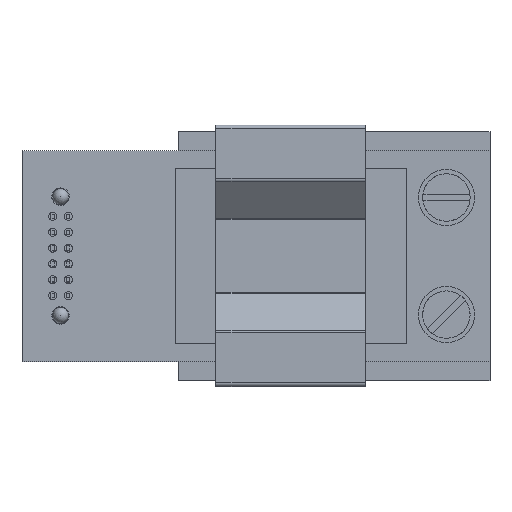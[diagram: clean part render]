
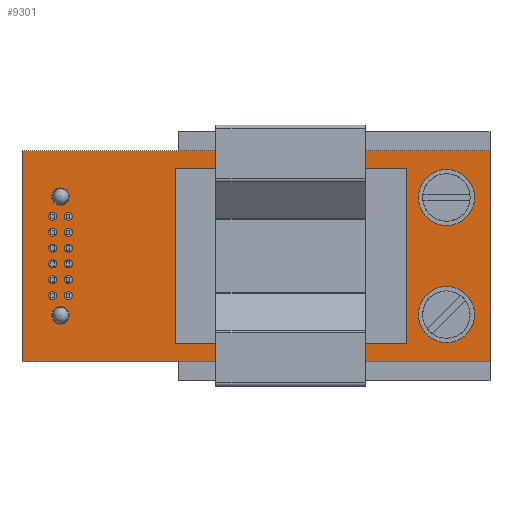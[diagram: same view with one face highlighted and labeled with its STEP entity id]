
A CAD part, top view. The second image highlights one B-rep face of the part: STEP entity #9301.
In plain terms, the highlighted planar face has unit normal (0, 0, 1).
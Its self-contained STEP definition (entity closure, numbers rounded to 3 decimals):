
#181=FACE_BOUND($,#1228,.T.);
#182=FACE_BOUND($,#1229,.T.);
#183=FACE_BOUND($,#1230,.T.);
#184=FACE_BOUND($,#1231,.T.);
#185=FACE_BOUND($,#1232,.T.);
#186=FACE_BOUND($,#1233,.T.);
#187=FACE_BOUND($,#1234,.T.);
#188=FACE_BOUND($,#1235,.T.);
#189=FACE_BOUND($,#1236,.T.);
#190=FACE_BOUND($,#1237,.T.);
#191=FACE_BOUND($,#1238,.T.);
#192=FACE_BOUND($,#1239,.T.);
#193=FACE_BOUND($,#1240,.T.);
#194=FACE_BOUND($,#1241,.T.);
#195=FACE_BOUND($,#1242,.T.);
#196=FACE_BOUND($,#1243,.T.);
#360=CIRCLE($,#9942,0.7);
#379=CIRCLE($,#9963,0.325);
#380=CIRCLE($,#9965,0.325);
#381=CIRCLE($,#9967,0.325);
#382=CIRCLE($,#9969,0.325);
#383=CIRCLE($,#9971,0.325);
#384=CIRCLE($,#9973,0.325);
#385=CIRCLE($,#9975,0.7);
#386=CIRCLE($,#9977,0.325);
#387=CIRCLE($,#9979,0.325);
#388=CIRCLE($,#9981,0.325);
#389=CIRCLE($,#9983,0.325);
#390=CIRCLE($,#9985,0.325);
#391=CIRCLE($,#9987,0.325);
#392=CIRCLE($,#9989,0.7);
#393=CIRCLE($,#9991,0.7);
#394=CIRCLE($,#9992,1.25);
#395=CIRCLE($,#9993,1.25);
#631=FACE_OUTER_BOUND($,#1227,.T.);
#1227=EDGE_LOOP($,(#6385,#6386,#6387,#6388));
#1228=EDGE_LOOP($,(#6389,#6390));
#1229=EDGE_LOOP($,(#6391,#6392));
#1230=EDGE_LOOP($,(#6393));
#1231=EDGE_LOOP($,(#6394));
#1232=EDGE_LOOP($,(#6395));
#1233=EDGE_LOOP($,(#6396));
#1234=EDGE_LOOP($,(#6397));
#1235=EDGE_LOOP($,(#6398));
#1236=EDGE_LOOP($,(#6399));
#1237=EDGE_LOOP($,(#6400));
#1238=EDGE_LOOP($,(#6401));
#1239=EDGE_LOOP($,(#6402));
#1240=EDGE_LOOP($,(#6403));
#1241=EDGE_LOOP($,(#6404));
#1242=EDGE_LOOP($,(#6405));
#1243=EDGE_LOOP($,(#6406));
#1870=LINE($,#13596,#2932);
#1871=LINE($,#13598,#2933);
#1872=LINE($,#13600,#2934);
#1873=LINE($,#13601,#2935);
#2932=VECTOR($,#10972,37.57);
#2933=VECTOR($,#10973,16.94);
#2934=VECTOR($,#10974,37.57);
#2935=VECTOR($,#10975,16.94);
#3980=VERTEX_POINT($,#13499);
#3982=VERTEX_POINT($,#13502);
#4004=VERTEX_POINT($,#13550);
#4005=VERTEX_POINT($,#13553);
#4006=VERTEX_POINT($,#13556);
#4007=VERTEX_POINT($,#13559);
#4008=VERTEX_POINT($,#13562);
#4009=VERTEX_POINT($,#13565);
#4010=VERTEX_POINT($,#13568);
#4011=VERTEX_POINT($,#13570);
#4012=VERTEX_POINT($,#13574);
#4013=VERTEX_POINT($,#13577);
#4014=VERTEX_POINT($,#13580);
#4015=VERTEX_POINT($,#13583);
#4016=VERTEX_POINT($,#13586);
#4017=VERTEX_POINT($,#13589);
#4018=VERTEX_POINT($,#13594);
#4019=VERTEX_POINT($,#13595);
#4020=VERTEX_POINT($,#13597);
#4021=VERTEX_POINT($,#13599);
#4022=VERTEX_POINT($,#13603);
#4023=VERTEX_POINT($,#13605);
#4907=EDGE_CURVE($,#3982,#3980,#360,.T.);
#4931=EDGE_CURVE($,#4004,#4004,#379,.T.);
#4932=EDGE_CURVE($,#4005,#4005,#380,.T.);
#4933=EDGE_CURVE($,#4006,#4006,#381,.T.);
#4934=EDGE_CURVE($,#4007,#4007,#382,.T.);
#4935=EDGE_CURVE($,#4008,#4008,#383,.T.);
#4936=EDGE_CURVE($,#4009,#4009,#384,.T.);
#4939=EDGE_CURVE($,#4010,#4011,#385,.T.);
#4940=EDGE_CURVE($,#4012,#4012,#386,.T.);
#4941=EDGE_CURVE($,#4013,#4013,#387,.T.);
#4942=EDGE_CURVE($,#4014,#4014,#388,.T.);
#4943=EDGE_CURVE($,#4015,#4015,#389,.T.);
#4944=EDGE_CURVE($,#4016,#4016,#390,.T.);
#4945=EDGE_CURVE($,#4017,#4017,#391,.T.);
#4946=EDGE_CURVE($,#4011,#4010,#392,.T.);
#4947=EDGE_CURVE($,#4018,#4019,#1870,.T.);
#4948=EDGE_CURVE($,#4019,#4020,#1871,.T.);
#4949=EDGE_CURVE($,#4020,#4021,#1872,.T.);
#4950=EDGE_CURVE($,#4021,#4018,#1873,.T.);
#4951=EDGE_CURVE($,#3980,#3982,#393,.T.);
#4952=EDGE_CURVE($,#4022,#4022,#394,.T.);
#4953=EDGE_CURVE($,#4023,#4023,#395,.T.);
#6385=ORIENTED_EDGE($,*,*,#4947,.T.);
#6386=ORIENTED_EDGE($,*,*,#4948,.T.);
#6387=ORIENTED_EDGE($,*,*,#4949,.T.);
#6388=ORIENTED_EDGE($,*,*,#4950,.T.);
#6389=ORIENTED_EDGE($,*,*,#4907,.T.);
#6390=ORIENTED_EDGE($,*,*,#4951,.T.);
#6391=ORIENTED_EDGE($,*,*,#4939,.T.);
#6392=ORIENTED_EDGE($,*,*,#4946,.T.);
#6393=ORIENTED_EDGE($,*,*,#4952,.T.);
#6394=ORIENTED_EDGE($,*,*,#4953,.T.);
#6395=ORIENTED_EDGE($,*,*,#4945,.T.);
#6396=ORIENTED_EDGE($,*,*,#4944,.T.);
#6397=ORIENTED_EDGE($,*,*,#4943,.T.);
#6398=ORIENTED_EDGE($,*,*,#4942,.T.);
#6399=ORIENTED_EDGE($,*,*,#4941,.T.);
#6400=ORIENTED_EDGE($,*,*,#4940,.T.);
#6401=ORIENTED_EDGE($,*,*,#4936,.T.);
#6402=ORIENTED_EDGE($,*,*,#4935,.T.);
#6403=ORIENTED_EDGE($,*,*,#4934,.T.);
#6404=ORIENTED_EDGE($,*,*,#4933,.T.);
#6405=ORIENTED_EDGE($,*,*,#4932,.T.);
#6406=ORIENTED_EDGE($,*,*,#4931,.T.);
#8845=PLANE($,#9990);
#9301=ADVANCED_FACE($,(#631,#181,#182,#183,#184,#185,#186,#187,#188,#189,
#190,#191,#192,#193,#194,#195,#196),#8845,.T.);
#9942=AXIS2_PLACEMENT_3D($,#13503,#10867,#10868);
#9963=AXIS2_PLACEMENT_3D($,#13551,#10914,#10915);
#9965=AXIS2_PLACEMENT_3D($,#13554,#10918,#10919);
#9967=AXIS2_PLACEMENT_3D($,#13557,#10922,#10923);
#9969=AXIS2_PLACEMENT_3D($,#13560,#10926,#10927);
#9971=AXIS2_PLACEMENT_3D($,#13563,#10930,#10931);
#9973=AXIS2_PLACEMENT_3D($,#13566,#10934,#10935);
#9975=AXIS2_PLACEMENT_3D($,#13572,#10940,#10941);
#9977=AXIS2_PLACEMENT_3D($,#13575,#10944,#10945);
#9979=AXIS2_PLACEMENT_3D($,#13578,#10948,#10949);
#9981=AXIS2_PLACEMENT_3D($,#13581,#10952,#10953);
#9983=AXIS2_PLACEMENT_3D($,#13584,#10956,#10957);
#9985=AXIS2_PLACEMENT_3D($,#13587,#10960,#10961);
#9987=AXIS2_PLACEMENT_3D($,#13590,#10964,#10965);
#9989=AXIS2_PLACEMENT_3D($,#13592,#10968,#10969);
#9990=AXIS2_PLACEMENT_3D($,#13593,#10970,#10971);
#9991=AXIS2_PLACEMENT_3D($,#13602,#10976,#10977);
#9992=AXIS2_PLACEMENT_3D($,#13604,#10978,#10979);
#9993=AXIS2_PLACEMENT_3D($,#13606,#10980,#10981);
#10867=DIRECTION('center_axis',(0.,0.,-1.));
#10868=DIRECTION('ref_axis',(-1.,0.,0.));
#10914=DIRECTION('center_axis',(0.,0.,-1.));
#10915=DIRECTION('ref_axis',(-1.,0.,0.));
#10918=DIRECTION('center_axis',(0.,0.,-1.));
#10919=DIRECTION('ref_axis',(-1.,0.,0.));
#10922=DIRECTION('center_axis',(0.,0.,-1.));
#10923=DIRECTION('ref_axis',(-1.,0.,0.));
#10926=DIRECTION('center_axis',(0.,0.,-1.));
#10927=DIRECTION('ref_axis',(-1.,0.,0.));
#10930=DIRECTION('center_axis',(0.,0.,-1.));
#10931=DIRECTION('ref_axis',(-1.,0.,0.));
#10934=DIRECTION('center_axis',(0.,0.,-1.));
#10935=DIRECTION('ref_axis',(-1.,0.,0.));
#10940=DIRECTION('center_axis',(0.,0.,-1.));
#10941=DIRECTION('ref_axis',(-1.,0.,0.));
#10944=DIRECTION('center_axis',(0.,0.,-1.));
#10945=DIRECTION('ref_axis',(-1.,0.,0.));
#10948=DIRECTION('center_axis',(0.,0.,-1.));
#10949=DIRECTION('ref_axis',(-1.,0.,0.));
#10952=DIRECTION('center_axis',(0.,0.,-1.));
#10953=DIRECTION('ref_axis',(-1.,0.,0.));
#10956=DIRECTION('center_axis',(0.,0.,-1.));
#10957=DIRECTION('ref_axis',(-1.,0.,0.));
#10960=DIRECTION('center_axis',(0.,0.,-1.));
#10961=DIRECTION('ref_axis',(-1.,0.,0.));
#10964=DIRECTION('center_axis',(0.,0.,-1.));
#10965=DIRECTION('ref_axis',(-1.,0.,0.));
#10968=DIRECTION('center_axis',(0.,0.,-1.));
#10969=DIRECTION('ref_axis',(-1.,0.,0.));
#10970=DIRECTION('center_axis',(0.,0.,1.));
#10971=DIRECTION('ref_axis',(1.,0.,0.));
#10972=DIRECTION($,(-1.,0.,0.));
#10973=DIRECTION($,(0.,-1.,0.));
#10974=DIRECTION($,(1.,0.,0.));
#10975=DIRECTION($,(0.,1.,0.));
#10976=DIRECTION('center_axis',(0.,0.,-1.));
#10977=DIRECTION('ref_axis',(-1.,0.,0.));
#10978=DIRECTION('center_axis',(0.,0.,-1.));
#10979=DIRECTION('ref_axis',(1.,0.,0.));
#10980=DIRECTION('center_axis',(0.,0.,-1.));
#10981=DIRECTION('ref_axis',(1.,0.,0.));
#13499=CARTESIAN_POINT('',(-18.884,-4.191,6.5));
#13502=CARTESIAN_POINT('',(-18.076,-5.335,6.5));
#13503=CARTESIAN_POINT('Origin',(-18.482,-4.764,6.5));
#13550=CARTESIAN_POINT('',(-18.788,-3.172,6.5));
#13551=CARTESIAN_POINT('Origin',(-19.113,-3.172,6.5));
#13553=CARTESIAN_POINT('',(-17.518,-1.902,6.5));
#13554=CARTESIAN_POINT('Origin',(-17.843,-1.902,6.5));
#13556=CARTESIAN_POINT('',(-18.788,-0.632,6.5));
#13557=CARTESIAN_POINT('Origin',(-19.113,-0.632,6.5));
#13559=CARTESIAN_POINT('',(-17.518,0.638,6.5));
#13560=CARTESIAN_POINT('Origin',(-17.843,0.638,6.5));
#13562=CARTESIAN_POINT('',(-17.518,1.908,6.5));
#13563=CARTESIAN_POINT('Origin',(-17.843,1.908,6.5));
#13565=CARTESIAN_POINT('',(-18.788,3.178,6.5));
#13566=CARTESIAN_POINT('Origin',(-19.113,3.178,6.5));
#13568=CARTESIAN_POINT('',(-17.905,4.367,6.5));
#13570=CARTESIAN_POINT('',(-19.055,5.165,6.5));
#13572=CARTESIAN_POINT('Origin',(-18.482,4.763,6.5));
#13574=CARTESIAN_POINT('',(-17.518,3.178,6.5));
#13575=CARTESIAN_POINT('Origin',(-17.843,3.178,6.5));
#13577=CARTESIAN_POINT('',(-18.788,1.908,6.5));
#13578=CARTESIAN_POINT('Origin',(-19.113,1.908,6.5));
#13580=CARTESIAN_POINT('',(-18.788,0.638,6.5));
#13581=CARTESIAN_POINT('Origin',(-19.113,0.638,6.5));
#13583=CARTESIAN_POINT('',(-17.518,-0.632,6.5));
#13584=CARTESIAN_POINT('Origin',(-17.843,-0.632,6.5));
#13586=CARTESIAN_POINT('',(-18.788,-1.902,6.5));
#13587=CARTESIAN_POINT('Origin',(-19.113,-1.902,6.5));
#13589=CARTESIAN_POINT('',(-17.518,-3.172,6.5));
#13590=CARTESIAN_POINT('Origin',(-17.843,-3.172,6.5));
#13592=CARTESIAN_POINT('Origin',(-18.478,4.768,6.5));
#13593=CARTESIAN_POINT('Origin',(-2.785,0.,6.5));
#13594=CARTESIAN_POINT('',(16.,8.47,6.5));
#13595=CARTESIAN_POINT('',(-21.57,8.47,6.5));
#13596=CARTESIAN_POINT($,(-21.57,8.47,6.5));
#13597=CARTESIAN_POINT('',(-21.57,-8.47,6.5));
#13598=CARTESIAN_POINT($,(-21.57,-8.47,6.5));
#13599=CARTESIAN_POINT('',(16.,-8.47,6.5));
#13600=CARTESIAN_POINT($,(16.,-8.47,6.5));
#13601=CARTESIAN_POINT($,(16.,8.47,6.5));
#13602=CARTESIAN_POINT('Origin',(-18.478,-4.762,6.5));
#13603=CARTESIAN_POINT('',(13.75,4.7,6.5));
#13604=CARTESIAN_POINT('Origin',(12.5,4.7,6.5));
#13605=CARTESIAN_POINT('',(13.75,-4.7,6.5));
#13606=CARTESIAN_POINT('Origin',(12.5,-4.7,6.5));
